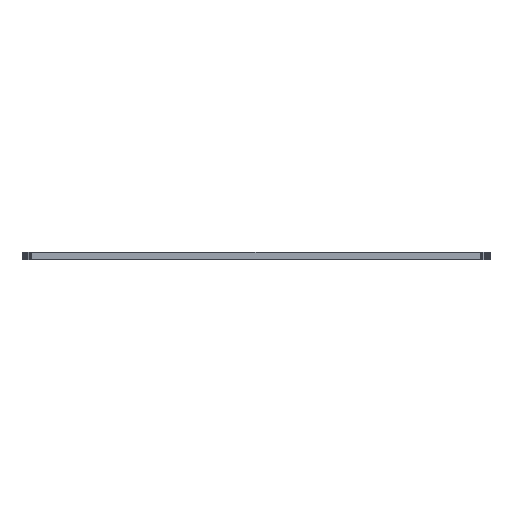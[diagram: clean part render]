
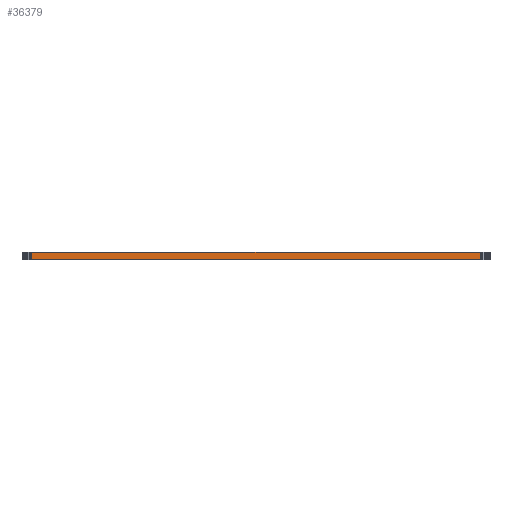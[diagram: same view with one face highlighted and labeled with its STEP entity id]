
A CAD part, left-side view. The second image highlights one B-rep face of the part: STEP entity #36379.
In plain terms, the highlighted planar face has unit normal (-1, 0, 0).
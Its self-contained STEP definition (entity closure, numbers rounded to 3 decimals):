
#90 = PLANE('',#91);
#91 = AXIS2_PLACEMENT_3D('',#92,#93,#94);
#92 = CARTESIAN_POINT('',(84.94,-83.075,1.6));
#93 = DIRECTION('',(-0.,-0.,-1.));
#94 = DIRECTION('',(-1.,0.,0.));
#144 = PLANE('',#145);
#145 = AXIS2_PLACEMENT_3D('',#146,#147,#148);
#146 = CARTESIAN_POINT('',(84.94,-83.075,0.));
#147 = DIRECTION('',(-0.,-0.,-1.));
#148 = DIRECTION('',(-1.,0.,0.));
#1177 = VERTEX_POINT('',#1178);
#1178 = CARTESIAN_POINT('',(46.84,-128.7,0.));
#1192 = PLANE('',#1193);
#1193 = AXIS2_PLACEMENT_3D('',#1194,#1195,#1196);
#1194 = CARTESIAN_POINT('',(46.86,-128.985,0.));
#1195 = DIRECTION('',(-0.997,-0.071,0.));
#1196 = DIRECTION('',(-0.071,0.997,0.));
#1204 = EDGE_CURVE('',#1177,#1205,#1207,.T.);
#1205 = VERTEX_POINT('',#1206);
#1206 = CARTESIAN_POINT('',(46.84,-37.45,0.));
#1207 = SURFACE_CURVE('',#1208,(#1212,#1219),.PCURVE_S1.);
#1208 = LINE('',#1209,#1210);
#1209 = CARTESIAN_POINT('',(46.84,-128.7,0.));
#1210 = VECTOR('',#1211,1.);
#1211 = DIRECTION('',(0.,1.,0.));
#1212 = PCURVE('',#144,#1213);
#1213 = DEFINITIONAL_REPRESENTATION('',(#1214),#1218);
#1214 = LINE('',#1215,#1216);
#1215 = CARTESIAN_POINT('',(38.1,-45.625));
#1216 = VECTOR('',#1217,1.);
#1217 = DIRECTION('',(0.,1.));
#1218 = ( GEOMETRIC_REPRESENTATION_CONTEXT(2) 
PARAMETRIC_REPRESENTATION_CONTEXT() REPRESENTATION_CONTEXT('2D SPACE',''
  ) );
#1219 = PCURVE('',#1220,#1225);
#1220 = PLANE('',#1221);
#1221 = AXIS2_PLACEMENT_3D('',#1222,#1223,#1224);
#1222 = CARTESIAN_POINT('',(46.84,-128.7,0.));
#1223 = DIRECTION('',(-1.,0.,0.));
#1224 = DIRECTION('',(0.,1.,0.));
#1225 = DEFINITIONAL_REPRESENTATION('',(#1226),#1230);
#1226 = LINE('',#1227,#1228);
#1227 = CARTESIAN_POINT('',(0.,0.));
#1228 = VECTOR('',#1229,1.);
#1229 = DIRECTION('',(1.,0.));
#1230 = ( GEOMETRIC_REPRESENTATION_CONTEXT(2) 
PARAMETRIC_REPRESENTATION_CONTEXT() REPRESENTATION_CONTEXT('2D SPACE',''
  ) );
#1248 = PLANE('',#1249);
#1249 = AXIS2_PLACEMENT_3D('',#1250,#1251,#1252);
#1250 = CARTESIAN_POINT('',(46.84,-37.45,0.));
#1251 = DIRECTION('',(-0.997,0.071,0.));
#1252 = DIRECTION('',(0.071,0.997,0.));
#20464 = VERTEX_POINT('',#20465);
#20465 = CARTESIAN_POINT('',(46.84,-128.7,1.6));
#20486 = EDGE_CURVE('',#20464,#20487,#20489,.T.);
#20487 = VERTEX_POINT('',#20488);
#20488 = CARTESIAN_POINT('',(46.84,-37.45,1.6));
#20489 = SURFACE_CURVE('',#20490,(#20494,#20501),.PCURVE_S1.);
#20490 = LINE('',#20491,#20492);
#20491 = CARTESIAN_POINT('',(46.84,-128.7,1.6));
#20492 = VECTOR('',#20493,1.);
#20493 = DIRECTION('',(0.,1.,0.));
#20494 = PCURVE('',#90,#20495);
#20495 = DEFINITIONAL_REPRESENTATION('',(#20496),#20500);
#20496 = LINE('',#20497,#20498);
#20497 = CARTESIAN_POINT('',(38.1,-45.625));
#20498 = VECTOR('',#20499,1.);
#20499 = DIRECTION('',(0.,1.));
#20500 = ( GEOMETRIC_REPRESENTATION_CONTEXT(2) 
PARAMETRIC_REPRESENTATION_CONTEXT() REPRESENTATION_CONTEXT('2D SPACE',''
  ) );
#20501 = PCURVE('',#1220,#20502);
#20502 = DEFINITIONAL_REPRESENTATION('',(#20503),#20507);
#20503 = LINE('',#20504,#20505);
#20504 = CARTESIAN_POINT('',(0.,-1.6));
#20505 = VECTOR('',#20506,1.);
#20506 = DIRECTION('',(1.,0.));
#20507 = ( GEOMETRIC_REPRESENTATION_CONTEXT(2) 
PARAMETRIC_REPRESENTATION_CONTEXT() REPRESENTATION_CONTEXT('2D SPACE',''
  ) );
#36329 = EDGE_CURVE('',#1205,#20487,#36330,.T.);
#36330 = SURFACE_CURVE('',#36331,(#36335,#36342),.PCURVE_S1.);
#36331 = LINE('',#36332,#36333);
#36332 = CARTESIAN_POINT('',(46.84,-37.45,0.));
#36333 = VECTOR('',#36334,1.);
#36334 = DIRECTION('',(0.,0.,1.));
#36335 = PCURVE('',#1248,#36336);
#36336 = DEFINITIONAL_REPRESENTATION('',(#36337),#36341);
#36337 = LINE('',#36338,#36339);
#36338 = CARTESIAN_POINT('',(0.,0.));
#36339 = VECTOR('',#36340,1.);
#36340 = DIRECTION('',(0.,-1.));
#36341 = ( GEOMETRIC_REPRESENTATION_CONTEXT(2) 
PARAMETRIC_REPRESENTATION_CONTEXT() REPRESENTATION_CONTEXT('2D SPACE',''
  ) );
#36342 = PCURVE('',#1220,#36343);
#36343 = DEFINITIONAL_REPRESENTATION('',(#36344),#36348);
#36344 = LINE('',#36345,#36346);
#36345 = CARTESIAN_POINT('',(91.25,0.));
#36346 = VECTOR('',#36347,1.);
#36347 = DIRECTION('',(0.,-1.));
#36348 = ( GEOMETRIC_REPRESENTATION_CONTEXT(2) 
PARAMETRIC_REPRESENTATION_CONTEXT() REPRESENTATION_CONTEXT('2D SPACE',''
  ) );
#36379 = ADVANCED_FACE('',(#36380),#1220,.T.);
#36380 = FACE_BOUND('',#36381,.T.);
#36381 = EDGE_LOOP('',(#36382,#36403,#36404,#36405));
#36382 = ORIENTED_EDGE('',*,*,#36383,.T.);
#36383 = EDGE_CURVE('',#1177,#20464,#36384,.T.);
#36384 = SURFACE_CURVE('',#36385,(#36389,#36396),.PCURVE_S1.);
#36385 = LINE('',#36386,#36387);
#36386 = CARTESIAN_POINT('',(46.84,-128.7,0.));
#36387 = VECTOR('',#36388,1.);
#36388 = DIRECTION('',(0.,0.,1.));
#36389 = PCURVE('',#1220,#36390);
#36390 = DEFINITIONAL_REPRESENTATION('',(#36391),#36395);
#36391 = LINE('',#36392,#36393);
#36392 = CARTESIAN_POINT('',(0.,0.));
#36393 = VECTOR('',#36394,1.);
#36394 = DIRECTION('',(0.,-1.));
#36395 = ( GEOMETRIC_REPRESENTATION_CONTEXT(2) 
PARAMETRIC_REPRESENTATION_CONTEXT() REPRESENTATION_CONTEXT('2D SPACE',''
  ) );
#36396 = PCURVE('',#1192,#36397);
#36397 = DEFINITIONAL_REPRESENTATION('',(#36398),#36402);
#36398 = LINE('',#36399,#36400);
#36399 = CARTESIAN_POINT('',(0.285,0.));
#36400 = VECTOR('',#36401,1.);
#36401 = DIRECTION('',(0.,-1.));
#36402 = ( GEOMETRIC_REPRESENTATION_CONTEXT(2) 
PARAMETRIC_REPRESENTATION_CONTEXT() REPRESENTATION_CONTEXT('2D SPACE',''
  ) );
#36403 = ORIENTED_EDGE('',*,*,#20486,.T.);
#36404 = ORIENTED_EDGE('',*,*,#36329,.F.);
#36405 = ORIENTED_EDGE('',*,*,#1204,.F.);
